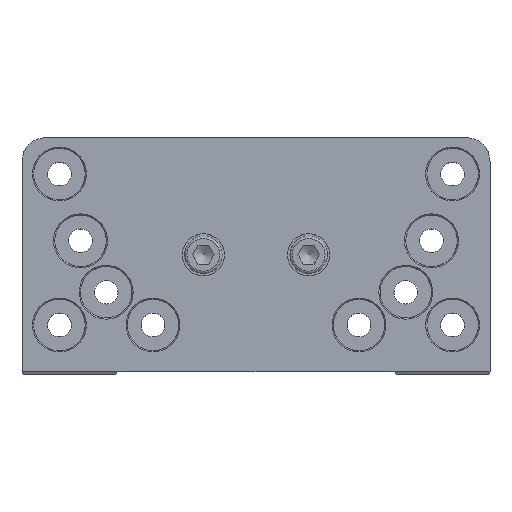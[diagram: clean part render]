
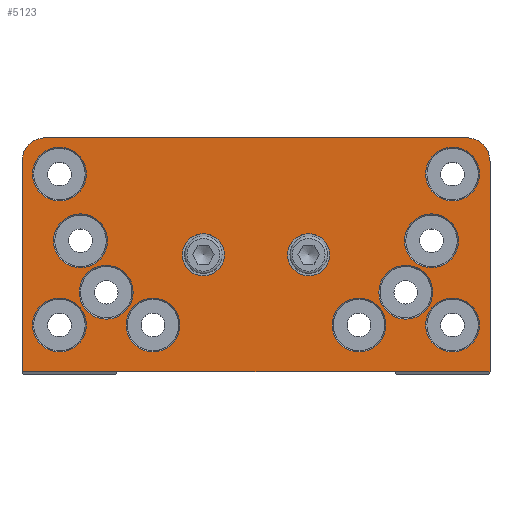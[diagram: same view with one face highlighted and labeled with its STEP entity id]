
A CAD part, top view. The second image highlights one B-rep face of the part: STEP entity #5123.
In plain terms, the highlighted planar face has unit normal (0, 0, 1).
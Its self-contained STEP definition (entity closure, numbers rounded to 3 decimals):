
#186=FACE_BOUND('',#1784,.T.);
#187=FACE_BOUND('',#1785,.T.);
#188=FACE_BOUND('',#1786,.T.);
#189=FACE_BOUND('',#1787,.T.);
#190=FACE_BOUND('',#1788,.T.);
#191=FACE_BOUND('',#1789,.T.);
#192=FACE_BOUND('',#1790,.T.);
#193=FACE_BOUND('',#1791,.T.);
#194=FACE_BOUND('',#1792,.T.);
#195=FACE_BOUND('',#1793,.T.);
#196=FACE_BOUND('',#1794,.T.);
#197=FACE_BOUND('',#1795,.T.);
#394=LINE('',#7778,#896);
#406=LINE('',#7803,#908);
#416=LINE('',#7828,#918);
#483=LINE('',#7984,#985);
#484=LINE('',#7986,#986);
#485=LINE('',#7987,#987);
#896=VECTOR('',#6217,10.);
#908=VECTOR('',#6237,10.);
#918=VECTOR('',#6263,10.);
#985=VECTOR('',#6410,10.);
#986=VECTOR('',#6411,10.);
#987=VECTOR('',#6412,10.);
#1294=PLANE('',#5507);
#1496=FACE_OUTER_BOUND('',#1783,.T.);
#1783=EDGE_LOOP('',(#3904,#3905,#3906,#3907,#3908,#3909,#3910,#3911));
#1784=EDGE_LOOP('',(#3912));
#1785=EDGE_LOOP('',(#3913));
#1786=EDGE_LOOP('',(#3914));
#1787=EDGE_LOOP('',(#3915));
#1788=EDGE_LOOP('',(#3916));
#1789=EDGE_LOOP('',(#3917));
#1790=EDGE_LOOP('',(#3918));
#1791=EDGE_LOOP('',(#3919));
#1792=EDGE_LOOP('',(#3920));
#1793=EDGE_LOOP('',(#3921));
#1794=EDGE_LOOP('',(#3922));
#1795=EDGE_LOOP('',(#3923));
#2040=CIRCLE('',#5457,10.);
#2041=CIRCLE('',#5462,10.);
#2054=CIRCLE('',#5504,11.5);
#2057=CIRCLE('',#5508,11.5);
#2058=CIRCLE('',#5509,11.5);
#2059=CIRCLE('',#5510,11.5);
#2060=CIRCLE('',#5511,11.5);
#2061=CIRCLE('',#5512,11.5);
#2062=CIRCLE('',#5513,9.);
#2063=CIRCLE('',#5514,9.);
#2064=CIRCLE('',#5515,11.5);
#2065=CIRCLE('',#5516,11.5);
#2066=CIRCLE('',#5517,11.5);
#2067=CIRCLE('',#5518,11.5);
#2308=VERTEX_POINT('',#7684);
#2310=VERTEX_POINT('',#7692);
#2351=VERTEX_POINT('',#7776);
#2352=VERTEX_POINT('',#7780);
#2360=VERTEX_POINT('',#7801);
#2363=VERTEX_POINT('',#7812);
#2367=VERTEX_POINT('',#7826);
#2414=VERTEX_POINT('',#7976);
#2417=VERTEX_POINT('',#7985);
#2418=VERTEX_POINT('',#7988);
#2419=VERTEX_POINT('',#7990);
#2420=VERTEX_POINT('',#7992);
#2421=VERTEX_POINT('',#7994);
#2422=VERTEX_POINT('',#7996);
#2423=VERTEX_POINT('',#7998);
#2424=VERTEX_POINT('',#8000);
#2425=VERTEX_POINT('',#8002);
#2426=VERTEX_POINT('',#8004);
#2427=VERTEX_POINT('',#8006);
#2428=VERTEX_POINT('',#8008);
#2872=EDGE_CURVE('',#2351,#2310,#394,.T.);
#2874=EDGE_CURVE('',#2352,#2351,#2040,.T.);
#2885=EDGE_CURVE('',#2352,#2360,#406,.T.);
#2891=EDGE_CURVE('',#2363,#2360,#2041,.T.);
#2898=EDGE_CURVE('',#2363,#2367,#416,.T.);
#2974=EDGE_CURVE('',#2414,#2414,#2054,.T.);
#2978=EDGE_CURVE('',#2310,#2308,#483,.T.);
#2979=EDGE_CURVE('',#2417,#2367,#484,.T.);
#2980=EDGE_CURVE('',#2308,#2417,#485,.T.);
#2981=EDGE_CURVE('',#2418,#2418,#2057,.T.);
#2982=EDGE_CURVE('',#2419,#2419,#2058,.T.);
#2983=EDGE_CURVE('',#2420,#2420,#2059,.T.);
#2984=EDGE_CURVE('',#2421,#2421,#2060,.T.);
#2985=EDGE_CURVE('',#2422,#2422,#2061,.T.);
#2986=EDGE_CURVE('',#2423,#2423,#2062,.T.);
#2987=EDGE_CURVE('',#2424,#2424,#2063,.T.);
#2988=EDGE_CURVE('',#2425,#2425,#2064,.T.);
#2989=EDGE_CURVE('',#2426,#2426,#2065,.T.);
#2990=EDGE_CURVE('',#2427,#2427,#2066,.T.);
#2991=EDGE_CURVE('',#2428,#2428,#2067,.T.);
#3904=ORIENTED_EDGE('',*,*,#2978,.F.);
#3905=ORIENTED_EDGE('',*,*,#2872,.F.);
#3906=ORIENTED_EDGE('',*,*,#2874,.F.);
#3907=ORIENTED_EDGE('',*,*,#2885,.T.);
#3908=ORIENTED_EDGE('',*,*,#2891,.F.);
#3909=ORIENTED_EDGE('',*,*,#2898,.T.);
#3910=ORIENTED_EDGE('',*,*,#2979,.F.);
#3911=ORIENTED_EDGE('',*,*,#2980,.F.);
#3912=ORIENTED_EDGE('',*,*,#2981,.F.);
#3913=ORIENTED_EDGE('',*,*,#2982,.F.);
#3914=ORIENTED_EDGE('',*,*,#2983,.F.);
#3915=ORIENTED_EDGE('',*,*,#2984,.F.);
#3916=ORIENTED_EDGE('',*,*,#2985,.F.);
#3917=ORIENTED_EDGE('',*,*,#2986,.T.);
#3918=ORIENTED_EDGE('',*,*,#2987,.T.);
#3919=ORIENTED_EDGE('',*,*,#2988,.F.);
#3920=ORIENTED_EDGE('',*,*,#2989,.F.);
#3921=ORIENTED_EDGE('',*,*,#2990,.F.);
#3922=ORIENTED_EDGE('',*,*,#2991,.F.);
#3923=ORIENTED_EDGE('',*,*,#2974,.F.);
#5123=ADVANCED_FACE('',(#1496,#186,#187,#188,#189,#190,#191,#192,#193,#194,
#195,#196,#197),#1294,.T.);
#5457=AXIS2_PLACEMENT_3D('',#7782,#6221,#6222);
#5462=AXIS2_PLACEMENT_3D('',#7814,#6247,#6248);
#5504=AXIS2_PLACEMENT_3D('',#7977,#6401,#6402);
#5507=AXIS2_PLACEMENT_3D('',#7983,#6408,#6409);
#5508=AXIS2_PLACEMENT_3D('',#7989,#6413,#6414);
#5509=AXIS2_PLACEMENT_3D('',#7991,#6415,#6416);
#5510=AXIS2_PLACEMENT_3D('',#7993,#6417,#6418);
#5511=AXIS2_PLACEMENT_3D('',#7995,#6419,#6420);
#5512=AXIS2_PLACEMENT_3D('',#7997,#6421,#6422);
#5513=AXIS2_PLACEMENT_3D('',#7999,#6423,#6424);
#5514=AXIS2_PLACEMENT_3D('',#8001,#6425,#6426);
#5515=AXIS2_PLACEMENT_3D('',#8003,#6427,#6428);
#5516=AXIS2_PLACEMENT_3D('',#8005,#6429,#6430);
#5517=AXIS2_PLACEMENT_3D('',#8007,#6431,#6432);
#5518=AXIS2_PLACEMENT_3D('',#8009,#6433,#6434);
#6217=DIRECTION('',(0.,-1.,0.));
#6221=DIRECTION('center_axis',(0.,0.,
-1.));
#6222=DIRECTION('ref_axis',(0.707,0.707,0.));
#6237=DIRECTION('',(-1.,0.,0.));
#6247=DIRECTION('center_axis',(0.,0.,
-1.));
#6248=DIRECTION('ref_axis',(-0.707,0.707,0.));
#6263=DIRECTION('',(0.,-1.,0.));
#6401=DIRECTION('center_axis',(0.,0.,
1.));
#6402=DIRECTION('ref_axis',(0.,1.,0.));
#6408=DIRECTION('center_axis',(0.,0.,
1.));
#6409=DIRECTION('ref_axis',(-1.,0.,0.));
#6410=DIRECTION('',(-1.,0.,0.));
#6411=DIRECTION('',(-1.,0.,0.));
#6412=DIRECTION('',(-1.,0.,0.));
#6413=DIRECTION('center_axis',(0.,0.,
1.));
#6414=DIRECTION('ref_axis',(0.,1.,0.));
#6415=DIRECTION('center_axis',(0.,0.,
1.));
#6416=DIRECTION('ref_axis',(0.,1.,0.));
#6417=DIRECTION('center_axis',(0.,0.,
1.));
#6418=DIRECTION('ref_axis',(0.,1.,0.));
#6419=DIRECTION('center_axis',(0.,0.,
1.));
#6420=DIRECTION('ref_axis',(0.,1.,0.));
#6421=DIRECTION('center_axis',(0.,0.,
1.));
#6422=DIRECTION('ref_axis',(0.,1.,0.));
#6423=DIRECTION('center_axis',(0.,0.,
-1.));
#6424=DIRECTION('ref_axis',(0.,-1.,0.));
#6425=DIRECTION('center_axis',(0.,0.,
-1.));
#6426=DIRECTION('ref_axis',(0.,-1.,0.));
#6427=DIRECTION('center_axis',(0.,0.,
1.));
#6428=DIRECTION('ref_axis',(0.,1.,0.));
#6429=DIRECTION('center_axis',(0.,0.,
1.));
#6430=DIRECTION('ref_axis',(0.,1.,0.));
#6431=DIRECTION('center_axis',(0.,0.,
1.));
#6432=DIRECTION('ref_axis',(0.,1.,0.));
#6433=DIRECTION('center_axis',(0.,0.,
1.));
#6434=DIRECTION('ref_axis',(0.,1.,0.));
#7684=CARTESIAN_POINT('',(59.423,-131.5,104.));
#7692=CARTESIAN_POINT('',(100.,-131.5,104.));
#7776=CARTESIAN_POINT('',(100.,-41.5,104.));
#7778=CARTESIAN_POINT('',(100.,-31.5,104.));
#7780=CARTESIAN_POINT('',(90.,-31.5,104.));
#7782=CARTESIAN_POINT('Origin',(90.,-41.5,104.));
#7801=CARTESIAN_POINT('',(-90.,-31.5,104.));
#7803=CARTESIAN_POINT('',(100.,-31.5,104.));
#7812=CARTESIAN_POINT('',(-100.,-41.5,104.));
#7814=CARTESIAN_POINT('Origin',(-90.,-41.5,104.));
#7826=CARTESIAN_POINT('',(-100.,-131.5,104.));
#7828=CARTESIAN_POINT('',(-100.,-31.5,104.));
#7976=CARTESIAN_POINT('',(-84.,-123.,104.));
#7977=CARTESIAN_POINT('Origin',(-84.,-111.5,104.));
#7983=CARTESIAN_POINT('Origin',(100.,-31.5,104.));
#7984=CARTESIAN_POINT('',(80.,-131.5,104.));
#7985=CARTESIAN_POINT('',(-59.423,-131.5,104.));
#7986=CARTESIAN_POINT('',(20.,-131.5,104.));
#7987=CARTESIAN_POINT('',(100.,-131.5,104.));
#7988=CARTESIAN_POINT('',(-84.,-58.5,104.));
#7989=CARTESIAN_POINT('Origin',(-84.,-47.,104.));
#7990=CARTESIAN_POINT('',(-64.,-109.,104.));
#7991=CARTESIAN_POINT('Origin',(-64.,-97.5,104.));
#7992=CARTESIAN_POINT('',(44.,-123.,104.));
#7993=CARTESIAN_POINT('Origin',(44.,-111.5,104.));
#7994=CARTESIAN_POINT('',(84.,-123.,104.));
#7995=CARTESIAN_POINT('Origin',(84.,-111.5,104.));
#7996=CARTESIAN_POINT('',(84.,-58.5,104.));
#7997=CARTESIAN_POINT('Origin',(84.,-47.,104.));
#7998=CARTESIAN_POINT('',(-22.5,-72.5,104.));
#7999=CARTESIAN_POINT('Origin',(-22.5,-81.5,104.));
#8000=CARTESIAN_POINT('',(22.5,-72.5,104.));
#8001=CARTESIAN_POINT('Origin',(22.5,-81.5,104.));
#8002=CARTESIAN_POINT('',(75.,-87.,104.));
#8003=CARTESIAN_POINT('Origin',(75.,-75.5,104.));
#8004=CARTESIAN_POINT('',(64.,-109.,104.));
#8005=CARTESIAN_POINT('Origin',(64.,-97.5,104.));
#8006=CARTESIAN_POINT('',(-44.,-123.,104.));
#8007=CARTESIAN_POINT('Origin',(-44.,-111.5,104.));
#8008=CARTESIAN_POINT('',(-75.,-87.,104.));
#8009=CARTESIAN_POINT('Origin',(-75.,-75.5,104.));
